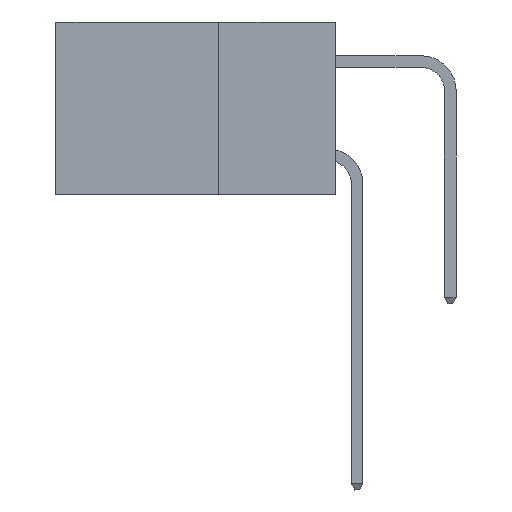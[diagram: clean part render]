
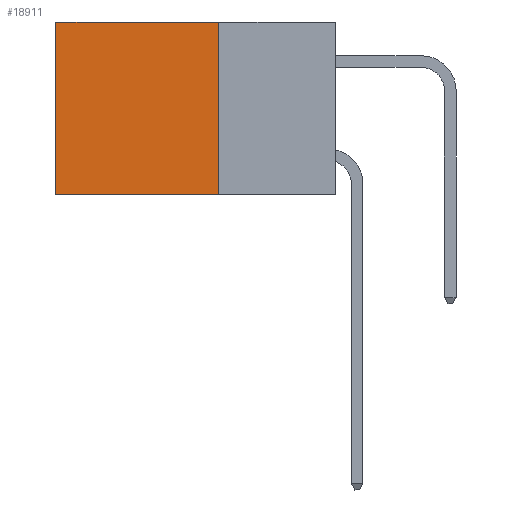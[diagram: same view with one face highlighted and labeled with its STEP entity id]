
A CAD part, left-side view. The second image highlights one B-rep face of the part: STEP entity #18911.
In plain terms, the highlighted planar face has unit normal (-1, 0, 0).
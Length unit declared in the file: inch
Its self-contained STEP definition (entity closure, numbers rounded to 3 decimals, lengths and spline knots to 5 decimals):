
#16 = DIRECTION ( 'NONE',  ( 1., 0., 0. ) ) ;
#719 = CARTESIAN_POINT ( 'NONE',  ( 0.2875, 0.25, 0. ) ) ;
#1433 = CARTESIAN_POINT ( 'NONE',  ( 0.2875, 0.6, -0.37 ) ) ;
#1810 = CARTESIAN_POINT ( 'NONE',  ( 0.2875, 0.6, 0. ) ) ;
#2752 = ORIENTED_EDGE ( 'NONE', *, *, #16108, .T. ) ;
#3616 = DIRECTION ( 'NONE',  ( 0., 0., -1. ) ) ;
#3756 = LINE ( 'NONE', #719, #8475 ) ;
#3831 = VERTEX_POINT ( 'NONE', #8966 ) ;
#4640 = DIRECTION ( 'NONE',  ( 0., 1., 0. ) ) ;
#5782 = CARTESIAN_POINT ( 'NONE',  ( 0.2875, 0.25, -0.37 ) ) ;
#5967 = DIRECTION ( 'NONE',  ( 0., 0., -1. ) ) ;
#6354 = LINE ( 'NONE', #1810, #15182 ) ;
#6433 = ORIENTED_EDGE ( 'NONE', *, *, #20299, .F. ) ;
#7139 = PLANE ( 'NONE',  #8752 ) ;
#8475 = VECTOR ( 'NONE', #5967, 39.37008 ) ;
#8752 = AXIS2_PLACEMENT_3D ( 'NONE', #19443, #16, #12460 ) ;
#8966 = CARTESIAN_POINT ( 'NONE',  ( 0.2875, 0.6, 0. ) ) ;
#9252 = ORIENTED_EDGE ( 'NONE', *, *, #20947, .T. ) ;
#9900 = CARTESIAN_POINT ( 'NONE',  ( 0.2875, 0.25, 0. ) ) ;
#11217 = CARTESIAN_POINT ( 'NONE',  ( 0.2875, 0.25, 0. ) ) ;
#11258 = VECTOR ( 'NONE', #11470, 39.37008 ) ;
#11470 = DIRECTION ( 'NONE',  ( 0., 1., 0. ) ) ;
#12460 = DIRECTION ( 'NONE',  ( 0., 0., -1. ) ) ;
#13123 = VERTEX_POINT ( 'NONE', #11217 ) ;
#13706 = VERTEX_POINT ( 'NONE', #5782 ) ;
#14382 = EDGE_LOOP ( 'NONE', ( #2752, #6433, #14634, #9252 ) ) ;
#14634 = ORIENTED_EDGE ( 'NONE', *, *, #20834, .F. ) ;
#15082 = VECTOR ( 'NONE', #4640, 39.37008 ) ;
#15182 = VECTOR ( 'NONE', #3616, 39.37008 ) ;
#15938 = LINE ( 'NONE', #18471, #11258 ) ;
#16108 = EDGE_CURVE ( 'NONE', #3831, #19397, #6354, .T. ) ;
#18471 = CARTESIAN_POINT ( 'NONE',  ( 0.2875, 0.25, -0.37 ) ) ;
#18911 = ADVANCED_FACE ( 'NONE', ( #21899 ), #7139, .F. ) ;
#19397 = VERTEX_POINT ( 'NONE', #1433 ) ;
#19443 = CARTESIAN_POINT ( 'NONE',  ( 0.2875, 0.25, 0. ) ) ;
#19744 = LINE ( 'NONE', #9900, #15082 ) ;
#20299 = EDGE_CURVE ( 'NONE', #13706, #19397, #15938, .T. ) ;
#20834 = EDGE_CURVE ( 'NONE', #13123, #13706, #3756, .T. ) ;
#20947 = EDGE_CURVE ( 'NONE', #13123, #3831, #19744, .T. ) ;
#21899 = FACE_OUTER_BOUND ( 'NONE', #14382, .T. ) ;
